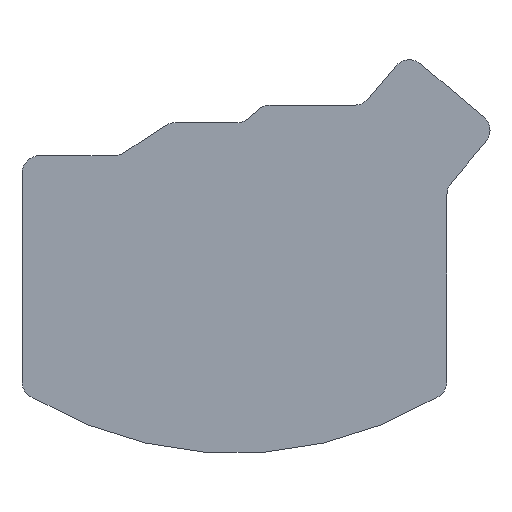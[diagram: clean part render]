
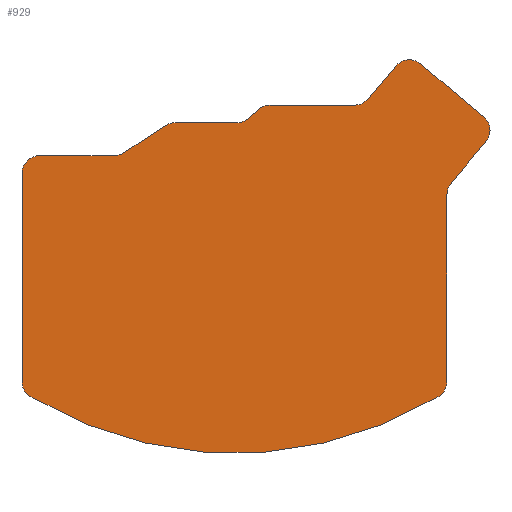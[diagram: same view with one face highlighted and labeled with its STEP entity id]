
A CAD part, front view. The second image highlights one B-rep face of the part: STEP entity #929.
In plain terms, the highlighted planar face has unit normal (0, -1, 0).
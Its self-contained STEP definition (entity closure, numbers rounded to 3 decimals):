
#58=CIRCLE('',#989,7.);
#60=CIRCLE('',#993,7.);
#62=CIRCLE('',#997,7.);
#64=CIRCLE('',#1001,7.);
#66=CIRCLE('',#1005,7.);
#68=CIRCLE('',#1009,7.);
#70=CIRCLE('',#1013,7.);
#72=CIRCLE('',#1017,7.);
#74=CIRCLE('',#1021,7.);
#76=CIRCLE('',#1025,7.);
#78=CIRCLE('',#1028,154.68);
#80=CIRCLE('',#1031,7.);
#129=FACE_OUTER_BOUND('',#178,.T.);
#178=EDGE_LOOP('',(#834,#835,#836,#837,#838,#839,#840,#841,#842,#843,#844,
#845,#846,#847,#848,#849,#850,#851,#852,#853,#854,#855));
#230=LINE('',#1464,#321);
#234=LINE('',#1476,#325);
#238=LINE('',#1488,#329);
#242=LINE('',#1500,#333);
#246=LINE('',#1512,#337);
#250=LINE('',#1524,#341);
#254=LINE('',#1536,#345);
#258=LINE('',#1548,#349);
#262=LINE('',#1560,#353);
#268=LINE('',#1583,#359);
#321=VECTOR('',#1185,10.);
#325=VECTOR('',#1197,10.);
#329=VECTOR('',#1209,10.);
#333=VECTOR('',#1221,10.);
#337=VECTOR('',#1233,10.);
#341=VECTOR('',#1245,10.);
#345=VECTOR('',#1257,10.);
#349=VECTOR('',#1269,10.);
#353=VECTOR('',#1281,10.);
#359=VECTOR('',#1307,10.);
#407=VERTEX_POINT('',#1454);
#408=VERTEX_POINT('',#1455);
#411=VERTEX_POINT('',#1463);
#413=VERTEX_POINT('',#1469);
#415=VERTEX_POINT('',#1475);
#417=VERTEX_POINT('',#1481);
#419=VERTEX_POINT('',#1487);
#421=VERTEX_POINT('',#1493);
#423=VERTEX_POINT('',#1499);
#425=VERTEX_POINT('',#1505);
#427=VERTEX_POINT('',#1511);
#429=VERTEX_POINT('',#1517);
#431=VERTEX_POINT('',#1523);
#433=VERTEX_POINT('',#1529);
#435=VERTEX_POINT('',#1535);
#437=VERTEX_POINT('',#1541);
#439=VERTEX_POINT('',#1547);
#441=VERTEX_POINT('',#1553);
#443=VERTEX_POINT('',#1559);
#445=VERTEX_POINT('',#1565);
#447=VERTEX_POINT('',#1571);
#449=VERTEX_POINT('',#1577);
#520=EDGE_CURVE('',#407,#408,#58,.T.);
#524=EDGE_CURVE('',#411,#408,#230,.T.);
#527=EDGE_CURVE('',#413,#411,#60,.T.);
#530=EDGE_CURVE('',#415,#413,#234,.T.);
#533=EDGE_CURVE('',#417,#415,#62,.T.);
#536=EDGE_CURVE('',#419,#417,#238,.T.);
#539=EDGE_CURVE('',#419,#421,#64,.T.);
#542=EDGE_CURVE('',#423,#421,#242,.T.);
#545=EDGE_CURVE('',#425,#423,#66,.T.);
#548=EDGE_CURVE('',#427,#425,#246,.T.);
#551=EDGE_CURVE('',#427,#429,#68,.T.);
#554=EDGE_CURVE('',#431,#429,#250,.T.);
#557=EDGE_CURVE('',#433,#431,#70,.T.);
#560=EDGE_CURVE('',#435,#433,#254,.T.);
#563=EDGE_CURVE('',#435,#437,#72,.T.);
#566=EDGE_CURVE('',#439,#437,#258,.T.);
#569=EDGE_CURVE('',#441,#439,#74,.T.);
#572=EDGE_CURVE('',#443,#441,#262,.T.);
#575=EDGE_CURVE('',#445,#443,#76,.T.);
#578=EDGE_CURVE('',#447,#445,#78,.T.);
#581=EDGE_CURVE('',#449,#447,#80,.T.);
#584=EDGE_CURVE('',#407,#449,#268,.T.);
#834=ORIENTED_EDGE('',*,*,#584,.F.);
#835=ORIENTED_EDGE('',*,*,#520,.T.);
#836=ORIENTED_EDGE('',*,*,#524,.F.);
#837=ORIENTED_EDGE('',*,*,#527,.F.);
#838=ORIENTED_EDGE('',*,*,#530,.F.);
#839=ORIENTED_EDGE('',*,*,#533,.F.);
#840=ORIENTED_EDGE('',*,*,#536,.F.);
#841=ORIENTED_EDGE('',*,*,#539,.T.);
#842=ORIENTED_EDGE('',*,*,#542,.F.);
#843=ORIENTED_EDGE('',*,*,#545,.F.);
#844=ORIENTED_EDGE('',*,*,#548,.F.);
#845=ORIENTED_EDGE('',*,*,#551,.T.);
#846=ORIENTED_EDGE('',*,*,#554,.F.);
#847=ORIENTED_EDGE('',*,*,#557,.F.);
#848=ORIENTED_EDGE('',*,*,#560,.F.);
#849=ORIENTED_EDGE('',*,*,#563,.T.);
#850=ORIENTED_EDGE('',*,*,#566,.F.);
#851=ORIENTED_EDGE('',*,*,#569,.F.);
#852=ORIENTED_EDGE('',*,*,#572,.F.);
#853=ORIENTED_EDGE('',*,*,#575,.F.);
#854=ORIENTED_EDGE('',*,*,#578,.F.);
#855=ORIENTED_EDGE('',*,*,#581,.F.);
#881=PLANE('',#1035);
#929=ADVANCED_FACE('',(#129),#881,.F.);
#989=AXIS2_PLACEMENT_3D('',#1456,#1177,#1178);
#993=AXIS2_PLACEMENT_3D('',#1470,#1190,#1191);
#997=AXIS2_PLACEMENT_3D('',#1482,#1202,#1203);
#1001=AXIS2_PLACEMENT_3D('',#1494,#1214,#1215);
#1005=AXIS2_PLACEMENT_3D('',#1506,#1226,#1227);
#1009=AXIS2_PLACEMENT_3D('',#1518,#1238,#1239);
#1013=AXIS2_PLACEMENT_3D('',#1530,#1250,#1251);
#1017=AXIS2_PLACEMENT_3D('',#1542,#1262,#1263);
#1021=AXIS2_PLACEMENT_3D('',#1554,#1274,#1275);
#1025=AXIS2_PLACEMENT_3D('',#1566,#1286,#1287);
#1028=AXIS2_PLACEMENT_3D('',#1572,#1293,#1294);
#1031=AXIS2_PLACEMENT_3D('',#1578,#1300,#1301);
#1035=AXIS2_PLACEMENT_3D('',#1586,#1311,#1312);
#1177=DIRECTION('center_axis',(0.,1.,0.));
#1178=DIRECTION('ref_axis',(-1.,0.,0.));
#1185=DIRECTION('',(-0.643,0.,-0.766));
#1190=DIRECTION('center_axis',(0.,1.,0.));
#1191=DIRECTION('ref_axis',(0.643,0.,0.766));
#1197=DIRECTION('',(0.766,0.,-0.643));
#1202=DIRECTION('center_axis',(0.,1.,0.));
#1203=DIRECTION('ref_axis',(-0.766,0.,0.643));
#1209=DIRECTION('',(0.643,0.,0.766));
#1214=DIRECTION('center_axis',(0.,1.,0.));
#1215=DIRECTION('ref_axis',(0.766,0.,-0.643));
#1221=DIRECTION('',(1.,0.,0.));
#1226=DIRECTION('center_axis',(0.,1.,0.));
#1227=DIRECTION('ref_axis',(-0.659,0.,0.753));
#1233=DIRECTION('',(0.753,0.,0.659));
#1238=DIRECTION('center_axis',(0.,1.,0.));
#1239=DIRECTION('ref_axis',(0.659,0.,-0.753));
#1245=DIRECTION('',(1.,0.,0.));
#1250=DIRECTION('center_axis',(0.,1.,0.));
#1251=DIRECTION('ref_axis',(-0.545,0.,0.838));
#1257=DIRECTION('',(0.838,0.,0.545));
#1262=DIRECTION('center_axis',(0.,1.,0.));
#1263=DIRECTION('ref_axis',(0.545,0.,-0.838));
#1269=DIRECTION('',(1.,0.,0.));
#1274=DIRECTION('center_axis',(0.,1.,0.));
#1275=DIRECTION('ref_axis',(-1.,0.,0.));
#1281=DIRECTION('',(0.,0.,1.));
#1286=DIRECTION('center_axis',(0.,1.,0.));
#1287=DIRECTION('ref_axis',(-0.275,0.,-0.962));
#1293=DIRECTION('center_axis',(0.,1.,0.));
#1294=DIRECTION('ref_axis',(0.51,0.,-0.86));
#1300=DIRECTION('center_axis',(0.,1.,0.));
#1301=DIRECTION('ref_axis',(1.,0.,0.));
#1307=DIRECTION('',(0.,0.,-1.));
#1311=DIRECTION('center_axis',(0.,1.,0.));
#1312=DIRECTION('ref_axis',(1.,0.,0.));
#1454=CARTESIAN_POINT('',(146.,0.,6.614));
#1455=CARTESIAN_POINT('',(147.638,0.,11.114));
#1456=CARTESIAN_POINT('Origin',(153.,0.,6.614));
#1463=CARTESIAN_POINT('',(161.398,0.,27.512));
#1464=CARTESIAN_POINT('',(161.398,0.,27.512));
#1469=CARTESIAN_POINT('',(160.535,0.,37.374));
#1470=CARTESIAN_POINT('Origin',(156.036,0.,32.012));
#1475=CARTESIAN_POINT('',(135.639,0.,58.265));
#1476=CARTESIAN_POINT('',(135.639,0.,58.265));
#1481=CARTESIAN_POINT('',(125.777,0.,57.402));
#1482=CARTESIAN_POINT('Origin',(131.139,0.,52.903));
#1487=CARTESIAN_POINT('',(114.951,0.,44.5));
#1488=CARTESIAN_POINT('',(114.951,0.,44.5));
#1493=CARTESIAN_POINT('',(109.589,0.,42.));
#1494=CARTESIAN_POINT('Origin',(109.589,0.,49.));
#1499=CARTESIAN_POINT('',(76.13,0.,42.));
#1500=CARTESIAN_POINT('',(76.13,0.,42.));
#1505=CARTESIAN_POINT('',(71.521,0.,40.268));
#1506=CARTESIAN_POINT('Origin',(76.13,0.,35.));
#1511=CARTESIAN_POINT('',(67.479,0.,36.732));
#1512=CARTESIAN_POINT('',(67.479,0.,36.732));
#1517=CARTESIAN_POINT('',(62.87,0.,35.));
#1518=CARTESIAN_POINT('Origin',(62.87,0.,42.));
#1523=CARTESIAN_POINT('',(38.575,0.,35.));
#1524=CARTESIAN_POINT('',(38.575,0.,35.));
#1529=CARTESIAN_POINT('',(34.76,0.,33.869));
#1530=CARTESIAN_POINT('Origin',(38.575,0.,28.));
#1535=CARTESIAN_POINT('',(18.24,0.,23.131));
#1536=CARTESIAN_POINT('',(18.24,0.,23.131));
#1541=CARTESIAN_POINT('',(14.425,0.,22.));
#1542=CARTESIAN_POINT('Origin',(14.425,0.,29.));
#1547=CARTESIAN_POINT('',(-15.,0.,22.));
#1548=CARTESIAN_POINT('',(-15.,0.,22.));
#1553=CARTESIAN_POINT('',(-22.,0.,15.));
#1554=CARTESIAN_POINT('Origin',(-15.,0.,15.));
#1559=CARTESIAN_POINT('',(-22.,0.,-67.3));
#1560=CARTESIAN_POINT('',(-22.,0.,-67.3));
#1565=CARTESIAN_POINT('',(-16.922,0.,-74.031));
#1566=CARTESIAN_POINT('Origin',(-15.,0.,-67.3));
#1571=CARTESIAN_POINT('',(140.922,0.,-74.031));
#1572=CARTESIAN_POINT('Origin',(62.,0.,59.));
#1577=CARTESIAN_POINT('',(146.,0.,-67.3));
#1578=CARTESIAN_POINT('Origin',(139.,0.,-67.3));
#1583=CARTESIAN_POINT('',(146.,0.,6.614));
#1586=CARTESIAN_POINT('Origin',(70.518,0.,-17.889));
